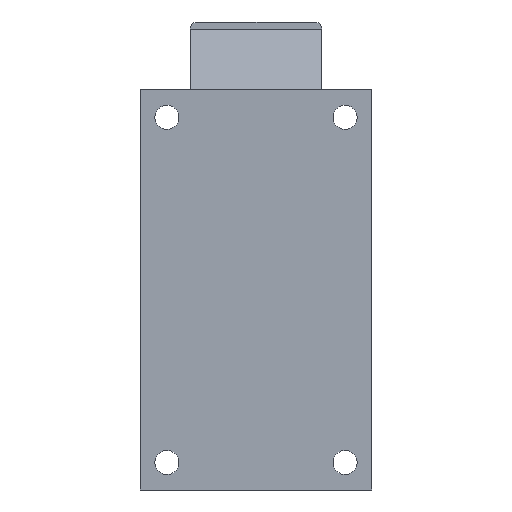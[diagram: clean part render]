
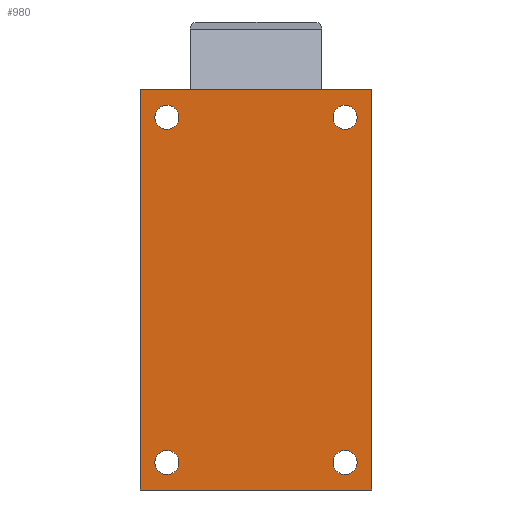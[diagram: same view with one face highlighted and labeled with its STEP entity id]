
A CAD part, front view. The second image highlights one B-rep face of the part: STEP entity #980.
In plain terms, the highlighted planar face has unit normal (0, -1, 0).
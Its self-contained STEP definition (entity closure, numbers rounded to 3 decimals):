
#7 = FACE_OUTER_BOUND ( 'NONE', #1268, .T. ) ;
#15 = CIRCLE ( 'NONE', #2916, 3.25 ) ;
#24 = AXIS2_PLACEMENT_3D ( 'NONE', #1164, #2939, #1424 ) ;
#25 = VERTEX_POINT ( 'NONE', #3159 ) ;
#42 = EDGE_CURVE ( 'NONE', #745, #1691, #15, .T. ) ;
#44 = ORIENTED_EDGE ( 'NONE', *, *, #1015, .F. ) ;
#49 = DIRECTION ( 'NONE',  ( 0., 1., 0. ) ) ;
#52 = LINE ( 'NONE', #180, #1235 ) ;
#71 = VERTEX_POINT ( 'NONE', #618 ) ;
#136 = ORIENTED_EDGE ( 'NONE', *, *, #273, .F. ) ;
#141 = DIRECTION ( 'NONE',  ( 0., 0., 1. ) ) ;
#173 = CIRCLE ( 'NONE', #1315, 3.25 ) ;
#179 = CARTESIAN_POINT ( 'NONE',  ( -31.25, 0., -53.9 ) ) ;
#180 = CARTESIAN_POINT ( 'NONE',  ( -31.25, 0., -53.9 ) ) ;
#213 = ORIENTED_EDGE ( 'NONE', *, *, #1244, .F. ) ;
#273 = EDGE_CURVE ( 'NONE', #1001, #2826, #1309, .T. ) ;
#290 = EDGE_CURVE ( 'NONE', #2826, #1291, #52, .T. ) ;
#312 = VECTOR ( 'NONE', #1690, 1000. ) ;
#434 = VERTEX_POINT ( 'NONE', #613 ) ;
#478 = CARTESIAN_POINT ( 'NONE',  ( -24., 0., 49.75 ) ) ;
#561 = CIRCLE ( 'NONE', #2411, 3.25 ) ;
#567 = EDGE_CURVE ( 'NONE', #434, #695, #3120, .T. ) ;
#568 = DIRECTION ( 'NONE',  ( 1., 0., 0. ) ) ;
#572 = ORIENTED_EDGE ( 'NONE', *, *, #1662, .T. ) ;
#609 = CIRCLE ( 'NONE', #1965, 3.25 ) ;
#613 = CARTESIAN_POINT ( 'NONE',  ( -24., 0., 43.25 ) ) ;
#618 = CARTESIAN_POINT ( 'NONE',  ( -24., 0., -49.75 ) ) ;
#642 = EDGE_LOOP ( 'NONE', ( #3101, #3051 ) ) ;
#672 = FACE_BOUND ( 'NONE', #3072, .T. ) ;
#695 = VERTEX_POINT ( 'NONE', #478 ) ;
#726 = AXIS2_PLACEMENT_3D ( 'NONE', #3157, #1660, #141 ) ;
#745 = VERTEX_POINT ( 'NONE', #1045 ) ;
#749 = CARTESIAN_POINT ( 'NONE',  ( 24., 0., 46.5 ) ) ;
#781 = CARTESIAN_POINT ( 'NONE',  ( 24., 0., 46.5 ) ) ;
#883 = AXIS2_PLACEMENT_3D ( 'NONE', #1561, #49, #1824 ) ;
#902 = VERTEX_POINT ( 'NONE', #1359 ) ;
#910 = AXIS2_PLACEMENT_3D ( 'NONE', #2320, #3075, #1564 ) ;
#953 = CARTESIAN_POINT ( 'NONE',  ( -24., 0., 46.5 ) ) ;
#980 = ADVANCED_FACE ( 'NONE', ( #672, #1341, #7, #2610, #2694 ), #2823, .F. ) ;
#1001 = VERTEX_POINT ( 'NONE', #2578 ) ;
#1002 = DIRECTION ( 'NONE',  ( 0., 0., 1. ) ) ;
#1015 = EDGE_CURVE ( 'NONE', #3145, #1001, #3195, .T. ) ;
#1030 = DIRECTION ( 'NONE',  ( 0., 0., 1. ) ) ;
#1045 = CARTESIAN_POINT ( 'NONE',  ( 24., 0., -43.25 ) ) ;
#1086 = DIRECTION ( 'NONE',  ( 0., 1., 0. ) ) ;
#1164 = CARTESIAN_POINT ( 'NONE',  ( -24., 0., 46.5 ) ) ;
#1171 = EDGE_CURVE ( 'NONE', #1691, #745, #3158, .T. ) ;
#1175 = CARTESIAN_POINT ( 'NONE',  ( 31.25, 0., -53.9 ) ) ;
#1203 = DIRECTION ( 'NONE',  ( 0., 0., 1. ) ) ;
#1235 = VECTOR ( 'NONE', #3215, 1000. ) ;
#1244 = EDGE_CURVE ( 'NONE', #1291, #3145, #2923, .T. ) ;
#1268 = EDGE_LOOP ( 'NONE', ( #136, #44, #213, #3103 ) ) ;
#1291 = VERTEX_POINT ( 'NONE', #179 ) ;
#1309 = LINE ( 'NONE', #1175, #2573 ) ;
#1315 = AXIS2_PLACEMENT_3D ( 'NONE', #953, #2726, #1203 ) ;
#1341 = FACE_BOUND ( 'NONE', #2917, .T. ) ;
#1359 = CARTESIAN_POINT ( 'NONE',  ( 24., 0., 49.75 ) ) ;
#1407 = EDGE_LOOP ( 'NONE', ( #2564, #572 ) ) ;
#1424 = DIRECTION ( 'NONE',  ( 0., 0., 1. ) ) ;
#1502 = CARTESIAN_POINT ( 'NONE',  ( 24., 0., -49.75 ) ) ;
#1561 = CARTESIAN_POINT ( 'NONE',  ( -24., 0., -46.5 ) ) ;
#1564 = DIRECTION ( 'NONE',  ( 0., 0., 1. ) ) ;
#1660 = DIRECTION ( 'NONE',  ( 0., 1., 0. ) ) ;
#1662 = EDGE_CURVE ( 'NONE', #902, #25, #609, .T. ) ;
#1690 = DIRECTION ( 'NONE',  ( 0., 0., 1. ) ) ;
#1691 = VERTEX_POINT ( 'NONE', #1502 ) ;
#1740 = EDGE_CURVE ( 'NONE', #25, #902, #1805, .T. ) ;
#1805 = CIRCLE ( 'NONE', #2461, 3.25 ) ;
#1824 = DIRECTION ( 'NONE',  ( 0., 0., 1. ) ) ;
#1843 = CARTESIAN_POINT ( 'NONE',  ( -31.25, 0., 53.9 ) ) ;
#1851 = ORIENTED_EDGE ( 'NONE', *, *, #2415, .T. ) ;
#1965 = AXIS2_PLACEMENT_3D ( 'NONE', #749, #2517, #1002 ) ;
#2103 = EDGE_CURVE ( 'NONE', #695, #434, #173, .T. ) ;
#2320 = CARTESIAN_POINT ( 'NONE',  ( 0., 0., 0. ) ) ;
#2335 = EDGE_CURVE ( 'NONE', #71, #3014, #2746, .T. ) ;
#2392 = ORIENTED_EDGE ( 'NONE', *, *, #2103, .T. ) ;
#2411 = AXIS2_PLACEMENT_3D ( 'NONE', #2605, #1086, #2864 ) ;
#2415 = EDGE_CURVE ( 'NONE', #3014, #71, #561, .T. ) ;
#2418 = CARTESIAN_POINT ( 'NONE',  ( -24., 0., -43.25 ) ) ;
#2452 = VECTOR ( 'NONE', #568, 1000. ) ;
#2461 = AXIS2_PLACEMENT_3D ( 'NONE', #781, #2546, #1030 ) ;
#2473 = ORIENTED_EDGE ( 'NONE', *, *, #567, .T. ) ;
#2511 = DIRECTION ( 'NONE',  ( 0., 0., 1. ) ) ;
#2517 = DIRECTION ( 'NONE',  ( 0., 1., 0. ) ) ;
#2520 = CARTESIAN_POINT ( 'NONE',  ( 24., 0., -46.5 ) ) ;
#2546 = DIRECTION ( 'NONE',  ( 0., 1., 0. ) ) ;
#2564 = ORIENTED_EDGE ( 'NONE', *, *, #1740, .T. ) ;
#2573 = VECTOR ( 'NONE', #2706, 1000. ) ;
#2578 = CARTESIAN_POINT ( 'NONE',  ( 31.25, 0., 53.9 ) ) ;
#2590 = DIRECTION ( 'NONE',  ( 0., 1., 0. ) ) ;
#2605 = CARTESIAN_POINT ( 'NONE',  ( -24., 0., -46.5 ) ) ;
#2610 = FACE_BOUND ( 'NONE', #642, .T. ) ;
#2694 = FACE_BOUND ( 'NONE', #1407, .T. ) ;
#2706 = DIRECTION ( 'NONE',  ( 0., 0., -1. ) ) ;
#2726 = DIRECTION ( 'NONE',  ( 0., 1., 0. ) ) ;
#2746 = CIRCLE ( 'NONE', #883, 3.25 ) ;
#2823 = PLANE ( 'NONE',  #910 ) ;
#2826 = VERTEX_POINT ( 'NONE', #3266 ) ;
#2864 = DIRECTION ( 'NONE',  ( 0., 0., 1. ) ) ;
#2888 = ORIENTED_EDGE ( 'NONE', *, *, #2335, .T. ) ;
#2916 = AXIS2_PLACEMENT_3D ( 'NONE', #2520, #2590, #2511 ) ;
#2917 = EDGE_LOOP ( 'NONE', ( #2888, #1851 ) ) ;
#2923 = LINE ( 'NONE', #3189, #312 ) ;
#2939 = DIRECTION ( 'NONE',  ( 0., 1., 0. ) ) ;
#3014 = VERTEX_POINT ( 'NONE', #2418 ) ;
#3051 = ORIENTED_EDGE ( 'NONE', *, *, #42, .T. ) ;
#3072 = EDGE_LOOP ( 'NONE', ( #2473, #2392 ) ) ;
#3075 = DIRECTION ( 'NONE',  ( 0., 1., 0. ) ) ;
#3101 = ORIENTED_EDGE ( 'NONE', *, *, #1171, .T. ) ;
#3103 = ORIENTED_EDGE ( 'NONE', *, *, #290, .F. ) ;
#3120 = CIRCLE ( 'NONE', #24, 3.25 ) ;
#3145 = VERTEX_POINT ( 'NONE', #3224 ) ;
#3157 = CARTESIAN_POINT ( 'NONE',  ( 24., 0., -46.5 ) ) ;
#3158 = CIRCLE ( 'NONE', #726, 3.25 ) ;
#3159 = CARTESIAN_POINT ( 'NONE',  ( 24., 0., 43.25 ) ) ;
#3189 = CARTESIAN_POINT ( 'NONE',  ( -31.25, 0., -53.9 ) ) ;
#3195 = LINE ( 'NONE', #1843, #2452 ) ;
#3215 = DIRECTION ( 'NONE',  ( -1., 0., 0. ) ) ;
#3224 = CARTESIAN_POINT ( 'NONE',  ( -31.25, 0., 53.9 ) ) ;
#3266 = CARTESIAN_POINT ( 'NONE',  ( 31.25, 0., -53.9 ) ) ;
